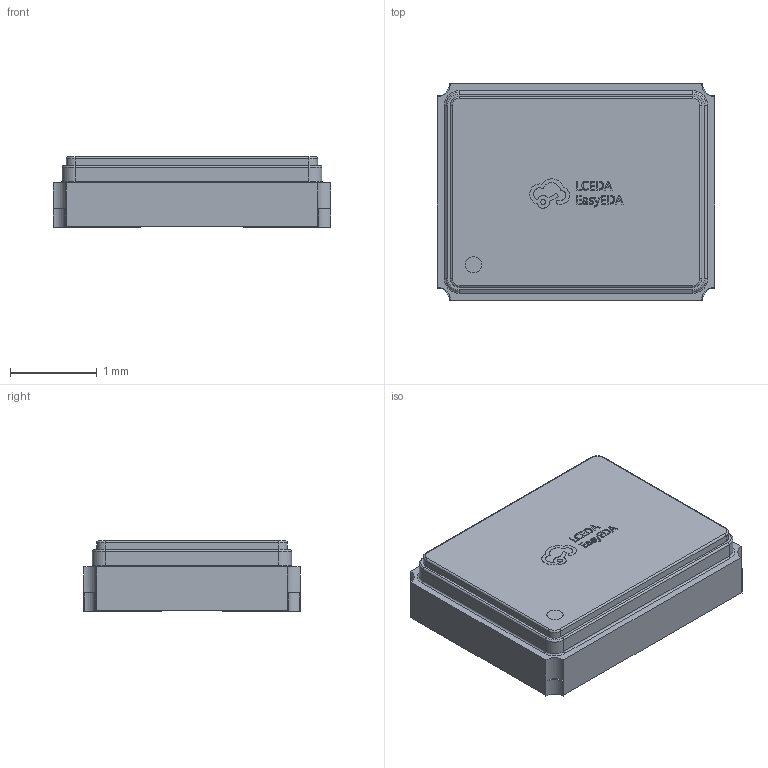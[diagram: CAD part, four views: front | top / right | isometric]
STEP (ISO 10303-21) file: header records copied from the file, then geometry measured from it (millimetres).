
FILE_DESCRIPTION(/* description */ ('Designed by EasyEDA Pro'),/* implementation_level */ '2;1');
FILE_NAME(/* name */ 'XTAL3225_SMD_4P.step',/* time_stamp */ '2025-04-07T00:11:07+08:00',/* author */ (''),/* organization */ (''),/* preprocessor_version */ 'ST-DEVELOPER v20.1',/* originating_system */ 'Autodesk Translation Framework v14.4.0.0',/* authorisation */ '');
FILE_SCHEMA (('AUTOMOTIVE_DESIGN { 1 0 10303 214 3 1 1 }'));
Length unit declared in the file: millimetre
Products named in the file (3): aF4Z-PCBModel; aF4Z-Board; aF4Z-X1-OSC-SMD_4P-L3.2-W2.5-BL
Assembly tree (2 placements, depth 2):
  aF4Z-PCBModel
    aF4Z-Board
    aF4Z-X1-OSC-SMD_4P-L3.2-W2.5-BL
Bounding box: 3.2 x 2.5 x 0.81 mm (x, y, z)
Volume: 6 mm3; surface area: 24.4 mm2
Topology: 1 solids, 1 shells, 370 faces, 993 edges, 654 vertices
Faces by surface type: plane 217, bspline 112, cylinder 29, torus 12
Full cylindrical faces by diameter (mm): 0.189 x1
Entity records: 13251 total; most frequent: CARTESIAN_POINT 3928, ORIENTED_EDGE 1986, DIRECTION 1553, EDGE_CURVE 993, LINE 691, VECTOR 691, VERTEX_POINT 654, AXIS2_PLACEMENT_3D 431
